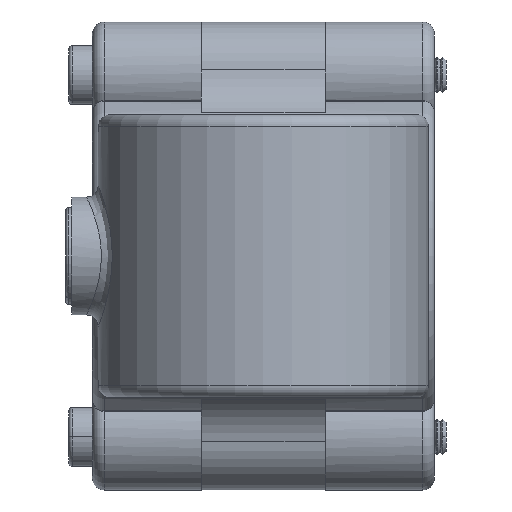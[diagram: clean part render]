
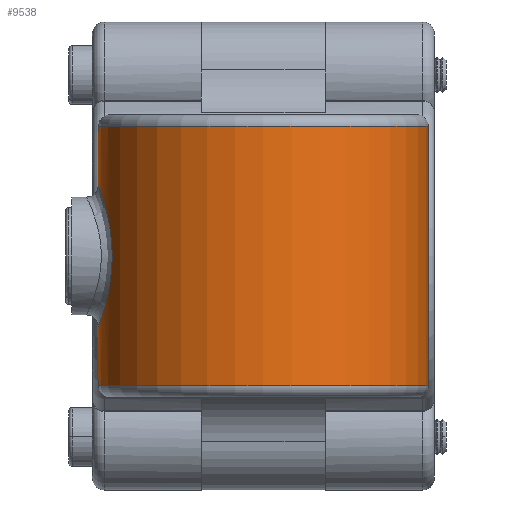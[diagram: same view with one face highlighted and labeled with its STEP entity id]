
A CAD part, front view. The second image highlights one B-rep face of the part: STEP entity #9538.
In plain terms, the highlighted cylindrical face has radius 28 mm (diameter 56 mm), a partial arc.
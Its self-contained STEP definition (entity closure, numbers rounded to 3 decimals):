
#334 = EDGE_CURVE ( 'NONE', #2813, #11094, #8880, .T. ) ;
#710 = VECTOR ( 'NONE', #3724, 1000. ) ;
#1160 = DIRECTION ( 'NONE',  ( 0., 0., -1. ) ) ;
#1661 = EDGE_CURVE ( 'NONE', #6835, #2813, #8847, .T. ) ;
#1818 = CARTESIAN_POINT ( 'NONE',  ( -28., 10., 12. ) ) ;
#1843 = EDGE_LOOP ( 'NONE', ( #6296, #10488, #8022, #2333, #3756, #12487, #3936 ) ) ;
#1938 = CARTESIAN_POINT ( 'NONE',  ( -26.752, 1.73, -8.102 ) ) ;
#2253 = AXIS2_PLACEMENT_3D ( 'NONE', #9621, #11913, #4629 ) ;
#2259 = FACE_OUTER_BOUND ( 'NONE', #1843, .T. ) ;
#2333 = ORIENTED_EDGE ( 'NONE', *, *, #2963, .T. ) ;
#2628 = CARTESIAN_POINT ( 'NONE',  ( -27.992, 9.24, -11.979 ) ) ;
#2813 = VERTEX_POINT ( 'NONE', #12030 ) ;
#2963 = EDGE_CURVE ( 'NONE', #7103, #6880, #3976, .T. ) ;
#3012 = EDGE_CURVE ( 'NONE', #6880, #6835, #3806, .T. ) ;
#3072 = AXIS2_PLACEMENT_3D ( 'NONE', #8471, #3386, #8521 ) ;
#3386 = DIRECTION ( 'NONE',  ( 0., 0., -1. ) ) ;
#3724 = DIRECTION ( 'NONE',  ( 0., 0., -1. ) ) ;
#3756 = ORIENTED_EDGE ( 'NONE', *, *, #3012, .T. ) ;
#3806 = B_SPLINE_CURVE_WITH_KNOTS ( 'NONE', 3,
 ( #11937, #11730, #11378, #7998, #11316, #11073, #12537, #10838, #10857, #5311, #8083, #10436, #10349, #10363, #9999, #7799, #9970, #12858, #12840, #12838, #12821, #12795, #12794, #11347, #11305, #11332, #11289, #11270, #11261, #10841, #10800, #10813, #10780, #10768, #10765, #8467, #1938, #10015, #8332, #8321, #8322, #8370, #6779, #9091, #9578, #5009, #6922, #2628, #11561, #10982 ),
 .UNSPECIFIED., .F., .F.,
 ( 4, 2, 2, 2, 2, 2, 2, 2, 2, 2, 2, 2, 2, 2, 2, 2, 2, 2, 2, 2, 2, 2, 2, 2, 4 ),
 ( 0., 0.002, 0.004, 0.005, 0.007, 0.008, 0.009, 0.011, 0.012, 0.014, 0.015, 0.016, 0.019, 0.02, 0.021, 0.023, 0.026, 0.027, 0.028, 0.03, 0.031, 0.033, 0.035, 0.036, 0.037 ),
 .UNSPECIFIED. ) ;
#3936 = ORIENTED_EDGE ( 'NONE', *, *, #334, .T. ) ;
#3976 = B_SPLINE_CURVE_WITH_KNOTS ( 'NONE', 3,
 ( #8111, #8012, #12956, #7588, #12886 ),
 .UNSPECIFIED., .F., .F.,
 ( 4, 1, 4 ),
 ( 0., 0., 0. ),
 .UNSPECIFIED. ) ;
#4517 = CARTESIAN_POINT ( 'NONE',  ( -27.999, 9.816, 11.998 ) ) ;
#4556 = DIRECTION ( 'NONE',  ( 0., 0., -1. ) ) ;
#4629 = DIRECTION ( 'NONE',  ( 1., 0., 0. ) ) ;
#4687 = CARTESIAN_POINT ( 'NONE',  ( -28., 10., -12. ) ) ;
#4691 = CYLINDRICAL_SURFACE ( 'NONE', #3072, 28. ) ;
#5009 = CARTESIAN_POINT ( 'NONE',  ( -27.938, 8.101, -11.833 ) ) ;
#5172 = EDGE_CURVE ( 'NONE', #11717, #11094, #10920, .T. ) ;
#5311 = CARTESIAN_POINT ( 'NONE',  ( -27.162, 3.196, 9.54 ) ) ;
#5524 = EDGE_CURVE ( 'NONE', #10448, #7103, #7753, .T. ) ;
#6296 = ORIENTED_EDGE ( 'NONE', *, *, #5172, .F. ) ;
#6779 = CARTESIAN_POINT ( 'NONE',  ( -27.595, 5.243, -10.871 ) ) ;
#6835 = VERTEX_POINT ( 'NONE', #4687 ) ;
#6880 = VERTEX_POINT ( 'NONE', #4517 ) ;
#6922 = CARTESIAN_POINT ( 'NONE',  ( -27.961, 8.482, -11.896 ) ) ;
#7103 = VERTEX_POINT ( 'NONE', #1818 ) ;
#7588 = CARTESIAN_POINT ( 'NONE',  ( -28., 9.847, 11.999 ) ) ;
#7753 = LINE ( 'NONE', #8557, #12802 ) ;
#7799 = CARTESIAN_POINT ( 'NONE',  ( -26.493, 0.935, 7.059 ) ) ;
#7998 = CARTESIAN_POINT ( 'NONE',  ( -27.861, 7.186, 11.622 ) ) ;
#8012 = CARTESIAN_POINT ( 'NONE',  ( -28., 9.969, 12. ) ) ;
#8022 = ORIENTED_EDGE ( 'NONE', *, *, #5524, .T. ) ;
#8083 = CARTESIAN_POINT ( 'NONE',  ( -27.088, 2.907, 9.295 ) ) ;
#8111 = CARTESIAN_POINT ( 'NONE',  ( -28., 10., 12. ) ) ;
#8321 = CARTESIAN_POINT ( 'NONE',  ( -27.339, 3.942, -10.101 ) ) ;
#8322 = CARTESIAN_POINT ( 'NONE',  ( -27.407, 4.258, -10.311 ) ) ;
#8332 = CARTESIAN_POINT ( 'NONE',  ( -27.128, 3.038, -9.433 ) ) ;
#8370 = CARTESIAN_POINT ( 'NONE',  ( -27.535, 4.91, -10.697 ) ) ;
#8467 = CARTESIAN_POINT ( 'NONE',  ( -26.676, 1.489, -7.81 ) ) ;
#8471 = CARTESIAN_POINT ( 'NONE',  ( 0., 10., 24. ) ) ;
#8521 = DIRECTION ( 'NONE',  ( -1., 0., 0. ) ) ;
#8557 = CARTESIAN_POINT ( 'NONE',  ( -28., 10., 24. ) ) ;
#8679 = DIRECTION ( 'NONE',  ( 0., 0., -1. ) ) ;
#8762 = CARTESIAN_POINT ( 'NONE',  ( -28., 10., 24. ) ) ;
#8847 = LINE ( 'NONE', #8762, #710 ) ;
#8880 = CIRCLE ( 'NONE', #2253, 28. ) ;
#9037 = CARTESIAN_POINT ( 'NONE',  ( -28., 10., 22. ) ) ;
#9091 = CARTESIAN_POINT ( 'NONE',  ( -27.759, 6.267, -11.342 ) ) ;
#9425 = CIRCLE ( 'NONE', #11714, 28. ) ;
#9538 = ADVANCED_FACE ( 'NONE', ( #2259 ), #4691, .T. ) ;
#9578 = CARTESIAN_POINT ( 'NONE',  ( -27.847, 6.98, -11.584 ) ) ;
#9621 = CARTESIAN_POINT ( 'NONE',  ( 0., 10., -22. ) ) ;
#9970 = CARTESIAN_POINT ( 'NONE',  ( -26.421, 0.728, 6.742 ) ) ;
#9999 = CARTESIAN_POINT ( 'NONE',  ( -26.64, 1.375, 7.665 ) ) ;
#10015 = CARTESIAN_POINT ( 'NONE',  ( -26.978, 2.486, -8.933 ) ) ;
#10349 = CARTESIAN_POINT ( 'NONE',  ( -26.864, 2.101, 8.516 ) ) ;
#10363 = CARTESIAN_POINT ( 'NONE',  ( -26.714, 1.608, 7.957 ) ) ;
#10436 = CARTESIAN_POINT ( 'NONE',  ( -26.939, 2.361, 8.784 ) ) ;
#10447 = CARTESIAN_POINT ( 'NONE',  ( 28., 10., 22. ) ) ;
#10448 = VERTEX_POINT ( 'NONE', #9037 ) ;
#10488 = ORIENTED_EDGE ( 'NONE', *, *, #12407, .T. ) ;
#10619 = CARTESIAN_POINT ( 'NONE',  ( 0., 10., 22. ) ) ;
#10748 = CARTESIAN_POINT ( 'NONE',  ( 28., 10., -22. ) ) ;
#10765 = CARTESIAN_POINT ( 'NONE',  ( -26.528, 1.039, -7.208 ) ) ;
#10768 = CARTESIAN_POINT ( 'NONE',  ( -26.456, 0.828, -6.898 ) ) ;
#10780 = CARTESIAN_POINT ( 'NONE',  ( -26.248, 0.242, -5.94 ) ) ;
#10800 = CARTESIAN_POINT ( 'NONE',  ( -25.903, -0.635, -3.841 ) ) ;
#10813 = CARTESIAN_POINT ( 'NONE',  ( -26.12, -0.09, -5.264 ) ) ;
#10838 = CARTESIAN_POINT ( 'NONE',  ( -27.509, 4.732, 10.62 ) ) ;
#10841 = CARTESIAN_POINT ( 'NONE',  ( -25.817, -0.84, -3.113 ) ) ;
#10857 = CARTESIAN_POINT ( 'NONE',  ( -27.377, 4.094, 10.227 ) ) ;
#10920 = LINE ( 'NONE', #13116, #12971 ) ;
#10982 = CARTESIAN_POINT ( 'NONE',  ( -28., 10., -12. ) ) ;
#11073 = CARTESIAN_POINT ( 'NONE',  ( -27.73, 6.103, 11.257 ) ) ;
#11094 = VERTEX_POINT ( 'NONE', #10748 ) ;
#11261 = CARTESIAN_POINT ( 'NONE',  ( -25.727, -1.05, -1.993 ) ) ;
#11270 = CARTESIAN_POINT ( 'NONE',  ( -25.704, -1.104, -1.616 ) ) ;
#11289 = CARTESIAN_POINT ( 'NONE',  ( -25.672, -1.178, -0.852 ) ) ;
#11305 = CARTESIAN_POINT ( 'NONE',  ( -25.66, -1.205, 0.676 ) ) ;
#11316 = CARTESIAN_POINT ( 'NONE',  ( -27.821, 6.822, 11.514 ) ) ;
#11332 = CARTESIAN_POINT ( 'NONE',  ( -25.664, -1.197, -0.467 ) ) ;
#11347 = CARTESIAN_POINT ( 'NONE',  ( -25.688, -1.143, 1.432 ) ) ;
#11378 = CARTESIAN_POINT ( 'NONE',  ( -27.958, 8.291, 11.887 ) ) ;
#11561 = CARTESIAN_POINT ( 'NONE',  ( -28., 9.62, -12. ) ) ;
#11639 = DIRECTION ( 'NONE',  ( 1., 0., 0. ) ) ;
#11714 = AXIS2_PLACEMENT_3D ( 'NONE', #10619, #4556, #11639 ) ;
#11717 = VERTEX_POINT ( 'NONE', #10447 ) ;
#11730 = CARTESIAN_POINT ( 'NONE',  ( -27.994, 9.045, 11.985 ) ) ;
#11913 = DIRECTION ( 'NONE',  ( 0., 0., 1. ) ) ;
#11937 = CARTESIAN_POINT ( 'NONE',  ( -27.999, 9.816, 11.998 ) ) ;
#12030 = CARTESIAN_POINT ( 'NONE',  ( -28., 10., -22. ) ) ;
#12407 = EDGE_CURVE ( 'NONE', #11717, #10448, #9425, .T. ) ;
#12487 = ORIENTED_EDGE ( 'NONE', *, *, #1661, .T. ) ;
#12537 = CARTESIAN_POINT ( 'NONE',  ( -27.678, 5.751, 11.11 ) ) ;
#12794 = CARTESIAN_POINT ( 'NONE',  ( -25.771, -0.948, 2.557 ) ) ;
#12795 = CARTESIAN_POINT ( 'NONE',  ( -25.806, -0.866, 2.933 ) ) ;
#12802 = VECTOR ( 'NONE', #8679, 1000. ) ;
#12821 = CARTESIAN_POINT ( 'NONE',  ( -25.888, -0.67, 3.669 ) ) ;
#12838 = CARTESIAN_POINT ( 'NONE',  ( -25.935, -0.556, 4.03 ) ) ;
#12840 = CARTESIAN_POINT ( 'NONE',  ( -26.09, -0.167, 5.09 ) ) ;
#12858 = CARTESIAN_POINT ( 'NONE',  ( -26.214, 0.152, 5.768 ) ) ;
#12886 = CARTESIAN_POINT ( 'NONE',  ( -27.999, 9.816, 11.998 ) ) ;
#12956 = CARTESIAN_POINT ( 'NONE',  ( -28., 9.908, 12. ) ) ;
#12971 = VECTOR ( 'NONE', #1160, 1000. ) ;
#13116 = CARTESIAN_POINT ( 'NONE',  ( 28., 10., 24. ) ) ;
